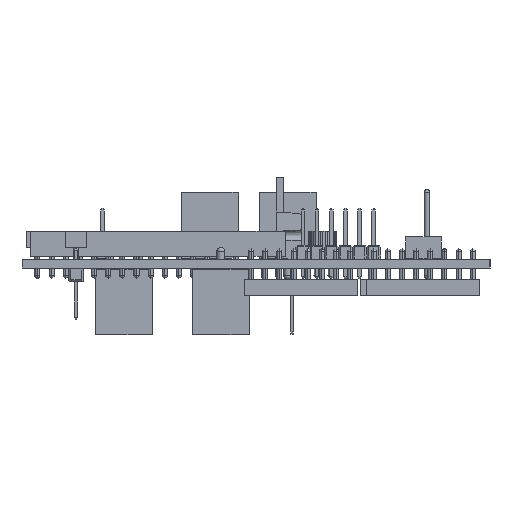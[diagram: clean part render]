
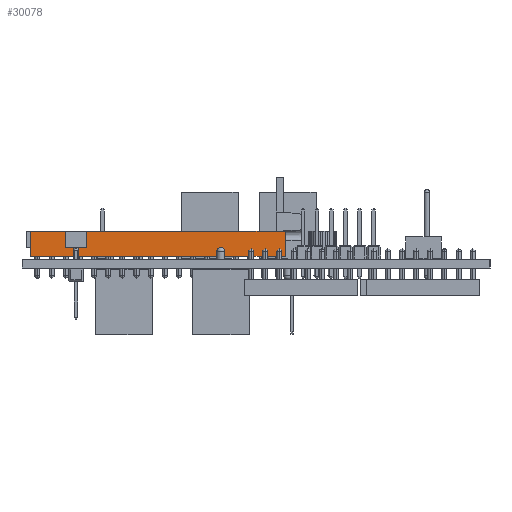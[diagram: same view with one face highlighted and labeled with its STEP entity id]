
A CAD part, left-side view. The second image highlights one B-rep face of the part: STEP entity #30078.
In plain terms, the highlighted face is planar.
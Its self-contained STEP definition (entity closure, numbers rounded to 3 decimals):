
#30078 = ADVANCED_FACE('',(#30079),#30113,.F.);
#30079 = FACE_BOUND('',#30080,.F.);
#30080 = EDGE_LOOP('',(#30081,#30091,#30099,#30107));
#30081 = ORIENTED_EDGE('',*,*,#30082,.T.);
#30082 = EDGE_CURVE('',#30083,#30085,#30087,.T.);
#30083 = VERTEX_POINT('',#30084);
#30084 = CARTESIAN_POINT('',(44.45,3.81,0.5));
#30085 = VERTEX_POINT('',#30086);
#30086 = CARTESIAN_POINT('',(44.45,3.81,5.));
#30087 = LINE('',#30088,#30089);
#30088 = CARTESIAN_POINT('',(44.45,3.81,0.5));
#30089 = VECTOR('',#30090,1.);
#30090 = DIRECTION('',(0.,0.,1.));
#30091 = ORIENTED_EDGE('',*,*,#30092,.T.);
#30092 = EDGE_CURVE('',#30085,#30093,#30095,.T.);
#30093 = VERTEX_POINT('',#30094);
#30094 = CARTESIAN_POINT('',(-1.27,3.81,5.));
#30095 = LINE('',#30096,#30097);
#30096 = CARTESIAN_POINT('',(44.45,3.81,5.));
#30097 = VECTOR('',#30098,1.);
#30098 = DIRECTION('',(-1.,0.,0.));
#30099 = ORIENTED_EDGE('',*,*,#30100,.F.);
#30100 = EDGE_CURVE('',#30101,#30093,#30103,.T.);
#30101 = VERTEX_POINT('',#30102);
#30102 = CARTESIAN_POINT('',(-1.27,3.81,0.5));
#30103 = LINE('',#30104,#30105);
#30104 = CARTESIAN_POINT('',(-1.27,3.81,0.5));
#30105 = VECTOR('',#30106,1.);
#30106 = DIRECTION('',(0.,0.,1.));
#30107 = ORIENTED_EDGE('',*,*,#30108,.F.);
#30108 = EDGE_CURVE('',#30083,#30101,#30109,.T.);
#30109 = LINE('',#30110,#30111);
#30110 = CARTESIAN_POINT('',(44.45,3.81,0.5));
#30111 = VECTOR('',#30112,1.);
#30112 = DIRECTION('',(-1.,0.,0.));
#30113 = PLANE('',#30114);
#30114 = AXIS2_PLACEMENT_3D('',#30115,#30116,#30117);
#30115 = CARTESIAN_POINT('',(44.45,3.81,0.5));
#30116 = DIRECTION('',(0.,-1.,0.));
#30117 = DIRECTION('',(-1.,0.,0.));
